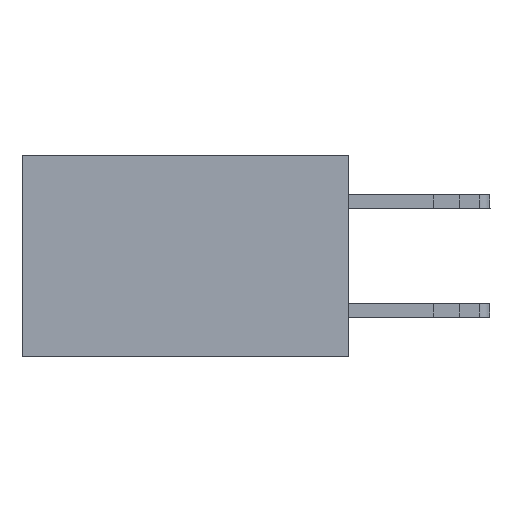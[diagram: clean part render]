
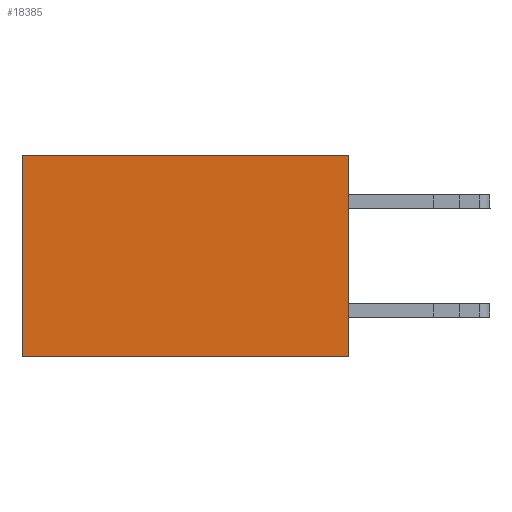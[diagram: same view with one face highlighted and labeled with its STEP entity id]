
A CAD part, left-side view. The second image highlights one B-rep face of the part: STEP entity #18385.
In plain terms, the highlighted planar face has unit normal (-1, 0, 0).
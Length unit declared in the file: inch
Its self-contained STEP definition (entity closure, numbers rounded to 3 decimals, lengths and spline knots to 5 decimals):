
#68 = VECTOR ( 'NONE', #4302, 39.37008 ) ;
#844 = LINE ( 'NONE', #16453, #12625 ) ;
#1142 = EDGE_CURVE ( 'NONE', #19496, #17991, #844, .T. ) ;
#1409 = PLANE ( 'NONE',  #8339 ) ;
#1500 = CARTESIAN_POINT ( 'NONE',  ( 0.2615, 0., -0.37 ) ) ;
#2834 = ORIENTED_EDGE ( 'NONE', *, *, #6729, .F. ) ;
#3048 = FACE_OUTER_BOUND ( 'NONE', #18891, .T. ) ;
#3061 = VERTEX_POINT ( 'NONE', #3113 ) ;
#3113 = CARTESIAN_POINT ( 'NONE',  ( 0.2615, 0.6, -0.37 ) ) ;
#3399 = CARTESIAN_POINT ( 'NONE',  ( 0.2615, 0.6, -0.37 ) ) ;
#4302 = DIRECTION ( 'NONE',  ( 0., 1., 0. ) ) ;
#4711 = DIRECTION ( 'NONE',  ( 0., 0., -1. ) ) ;
#5643 = CARTESIAN_POINT ( 'NONE',  ( 0.2615, 0., 0. ) ) ;
#6026 = ORIENTED_EDGE ( 'NONE', *, *, #1142, .F. ) ;
#6363 = DIRECTION ( 'NONE',  ( 1., 0., 0. ) ) ;
#6729 = EDGE_CURVE ( 'NONE', #17991, #3061, #17612, .T. ) ;
#7133 = EDGE_CURVE ( 'NONE', #16024, #3061, #14639, .T. ) ;
#7721 = CARTESIAN_POINT ( 'NONE',  ( 0.2615, 0., -0.37 ) ) ;
#8339 = AXIS2_PLACEMENT_3D ( 'NONE', #7721, #6363, #4711 ) ;
#9016 = CARTESIAN_POINT ( 'NONE',  ( 0.2615, 0.6, 0. ) ) ;
#9313 = CARTESIAN_POINT ( 'NONE',  ( 0.2615, 0., -0.37 ) ) ;
#10204 = CARTESIAN_POINT ( 'NONE',  ( 0.2615, 0., 0. ) ) ;
#10259 = DIRECTION ( 'NONE',  ( 0., 0., -1. ) ) ;
#10531 = LINE ( 'NONE', #5643, #68 ) ;
#10901 = VECTOR ( 'NONE', #16112, 39.37008 ) ;
#12625 = VECTOR ( 'NONE', #10259, 39.37008 ) ;
#14380 = DIRECTION ( 'NONE',  ( 0., 1., 0. ) ) ;
#14639 = LINE ( 'NONE', #3399, #10901 ) ;
#14742 = ORIENTED_EDGE ( 'NONE', *, *, #7133, .T. ) ;
#15895 = VECTOR ( 'NONE', #14380, 39.37008 ) ;
#16024 = VERTEX_POINT ( 'NONE', #9016 ) ;
#16112 = DIRECTION ( 'NONE',  ( 0., 0., -1. ) ) ;
#16453 = CARTESIAN_POINT ( 'NONE',  ( 0.2615, 0., -0.37 ) ) ;
#17612 = LINE ( 'NONE', #1500, #15895 ) ;
#17991 = VERTEX_POINT ( 'NONE', #9313 ) ;
#18215 = EDGE_CURVE ( 'NONE', #19496, #16024, #10531, .T. ) ;
#18385 = ADVANCED_FACE ( 'NONE', ( #3048 ), #1409, .F. ) ;
#18891 = EDGE_LOOP ( 'NONE', ( #14742, #2834, #6026, #20463 ) ) ;
#19496 = VERTEX_POINT ( 'NONE', #10204 ) ;
#20463 = ORIENTED_EDGE ( 'NONE', *, *, #18215, .T. ) ;
